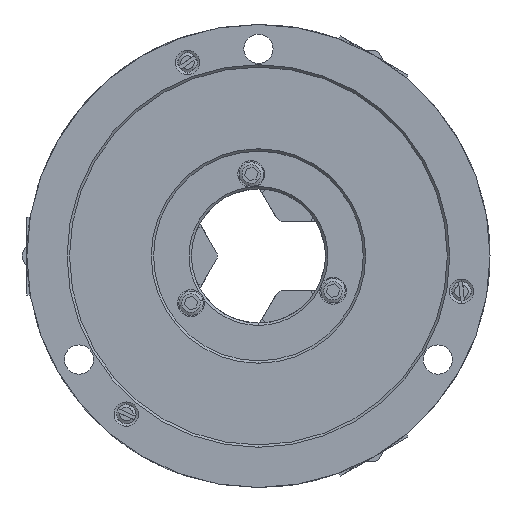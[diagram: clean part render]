
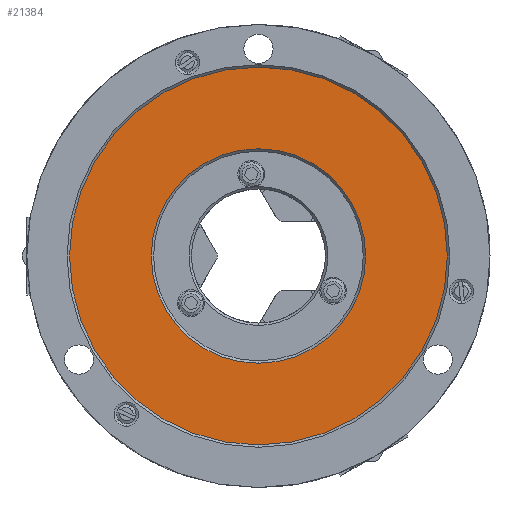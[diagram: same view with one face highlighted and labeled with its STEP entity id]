
A CAD part, left-side view. The second image highlights one B-rep face of the part: STEP entity #21384.
In plain terms, the highlighted planar face has unit normal (-1, 0, 0).
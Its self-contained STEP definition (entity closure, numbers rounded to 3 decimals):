
#78 = CARTESIAN_POINT ( 'NONE',  ( -70., 0., 0. ) ) ;
#101 = AXIS2_PLACEMENT_3D ( 'NONE', #78, #14986, #2205 ) ;
#501 = CARTESIAN_POINT ( 'NONE',  ( -70., 0., -44. ) ) ;
#2092 = ORIENTED_EDGE ( 'NONE', *, *, #21444, .T. ) ;
#2205 = DIRECTION ( 'NONE',  ( 0., 0., -1. ) ) ;
#2239 = ORIENTED_EDGE ( 'NONE', *, *, #22755, .F. ) ;
#3698 = CARTESIAN_POINT ( 'NONE',  ( -70., 0., 0. ) ) ;
#4943 = CARTESIAN_POINT ( 'NONE',  ( -70., 0., 0. ) ) ;
#5523 = DIRECTION ( 'NONE',  ( 1., 0., 0. ) ) ;
#5531 = CIRCLE ( 'NONE', #101, 44. ) ;
#5823 = DIRECTION ( 'NONE',  ( 0., 0., -1. ) ) ;
#5967 = VERTEX_POINT ( 'NONE', #13187 ) ;
#7082 = DIRECTION ( 'NONE',  ( 0., 0., -1. ) ) ;
#8328 = CARTESIAN_POINT ( 'NONE',  ( -70., 38.75, -67.117 ) ) ;
#9317 = AXIS2_PLACEMENT_3D ( 'NONE', #4943, #19839, #7082 ) ;
#10480 = DIRECTION ( 'NONE',  ( 0., 0., 1. ) ) ;
#11233 = ORIENTED_EDGE ( 'NONE', *, *, #11523, .T. ) ;
#11508 = ORIENTED_EDGE ( 'NONE', *, *, #20473, .F. ) ;
#11523 = EDGE_CURVE ( 'NONE', #13397, #5967, #12883, .T. ) ;
#11875 = FACE_BOUND ( 'NONE', #23230, .T. ) ;
#12556 = PLANE ( 'NONE',  #26231 ) ;
#12883 = CIRCLE ( 'NONE', #21256, 44. ) ;
#13187 = CARTESIAN_POINT ( 'NONE',  ( -70., 0., 44. ) ) ;
#13397 = VERTEX_POINT ( 'NONE', #501 ) ;
#14361 = EDGE_LOOP ( 'NONE', ( #11508, #2239 ) ) ;
#14764 = VERTEX_POINT ( 'NONE', #22231 ) ;
#14986 = DIRECTION ( 'NONE',  ( 1., 0., 0. ) ) ;
#18290 = CARTESIAN_POINT ( 'NONE',  ( -70., 0., 0. ) ) ;
#18586 = DIRECTION ( 'NONE',  ( 1., 0., 0. ) ) ;
#19839 = DIRECTION ( 'NONE',  ( 1., 0., 0. ) ) ;
#20185 = FACE_OUTER_BOUND ( 'NONE', #14361, .T. ) ;
#20421 = DIRECTION ( 'NONE',  ( 0., 0., -1. ) ) ;
#20473 = EDGE_CURVE ( 'NONE', #22727, #14764, #20570, .T. ) ;
#20570 = CIRCLE ( 'NONE', #9317, 77.5 ) ;
#21256 = AXIS2_PLACEMENT_3D ( 'NONE', #3698, #18586, #5823 ) ;
#21384 = ADVANCED_FACE ( 'NONE', ( #11875, #20185 ), #12556, .T. ) ;
#21437 = CIRCLE ( 'NONE', #24856, 77.5 ) ;
#21444 = EDGE_CURVE ( 'NONE', #5967, #13397, #5531, .T. ) ;
#22231 = CARTESIAN_POINT ( 'NONE',  ( -70., 0., 77.5 ) ) ;
#22270 = CARTESIAN_POINT ( 'NONE',  ( -70., 0., -77.5 ) ) ;
#22727 = VERTEX_POINT ( 'NONE', #22270 ) ;
#22755 = EDGE_CURVE ( 'NONE', #14764, #22727, #21437, .T. ) ;
#23217 = DIRECTION ( 'NONE',  ( -1., 0., 0. ) ) ;
#23230 = EDGE_LOOP ( 'NONE', ( #2092, #11233 ) ) ;
#24856 = AXIS2_PLACEMENT_3D ( 'NONE', #18290, #5523, #20421 ) ;
#26231 = AXIS2_PLACEMENT_3D ( 'NONE', #8328, #23217, #10480 ) ;
